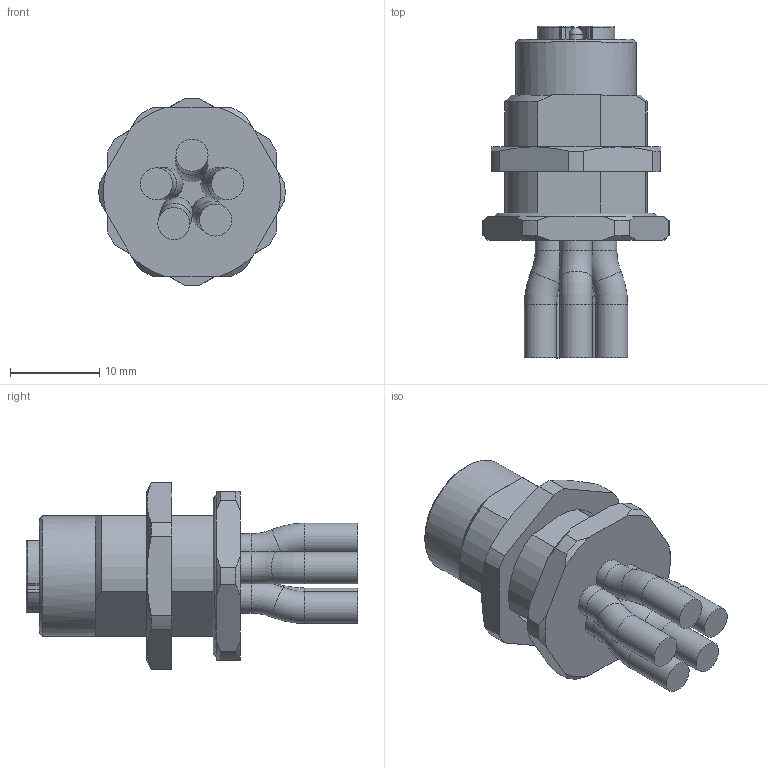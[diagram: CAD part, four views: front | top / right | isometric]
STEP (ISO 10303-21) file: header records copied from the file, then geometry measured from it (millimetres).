
FILE_DESCRIPTION(/* description */ (''),/* implementation_level */ '2;1');
FILE_NAME(/* name */ 'PK-FHM12KU5-m_M16.stp',/* time_stamp */ '2019-02-01T12:18:50+01:00',/* author */ ('ESCHA GmbH & Co. KG'),/* organization */ ('ESCHA GmbH & Co. KG'),/* preprocessor_version */ 'ST-DEVELOPER v16',/* originating_system */ 'SIEMENS PLM Software NX 10.0',/* authorisation */ '');
FILE_SCHEMA (('AUTOMOTIVE_DESIGN { 1 0 10303 214 3 1 1 1 }'));
Length unit declared in the file: millimetre
Products named in the file (1): 5030479__Flanschgehaeuse_part_327377
Bounding box: 20.89 x 37.25 x 20.99 mm (x, y, z)
Volume: 4889.4 mm3; surface area: 3452 mm2
Topology: 1 solids, 1 shells, 263 faces, 701 edges, 437 vertices
Faces by surface type: plane 104, cylinder 69, extrusion 29, torus 25, cone 23, sphere 11, bspline 2
Full cylindrical faces by diameter (mm): 1.5 x1, 3.6 x5, 11 x1, 12.3 x1, 13.5 x1
Entity records: 8614 total; most frequent: CARTESIAN_POINT 2500, ORIENTED_EDGE 1302, DIRECTION 1169, EDGE_CURVE 651, AXIS2_PLACEMENT_3D 449, VERTEX_POINT 426, EDGE_LOOP 307, VECTOR 271
